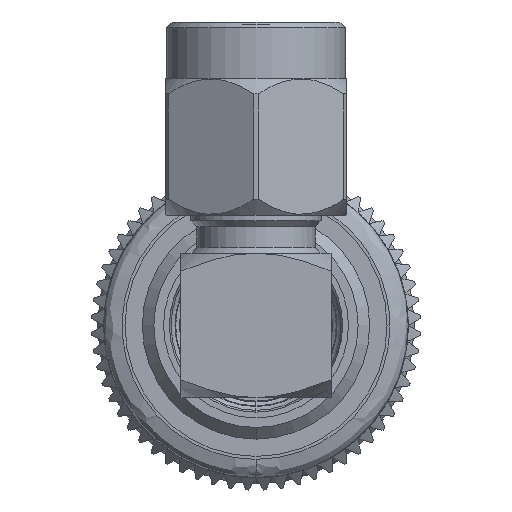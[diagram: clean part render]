
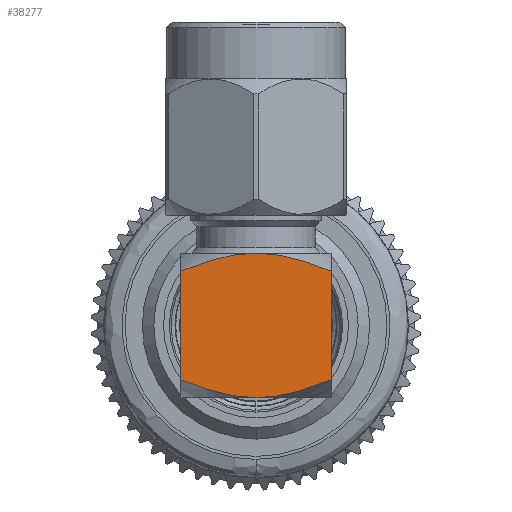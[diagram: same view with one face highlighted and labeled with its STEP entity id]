
A CAD part, left-side view. The second image highlights one B-rep face of the part: STEP entity #38277.
In plain terms, the highlighted planar face has unit normal (-1, 0, 0).
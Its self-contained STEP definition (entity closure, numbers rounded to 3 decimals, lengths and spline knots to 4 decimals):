
#1049 = CARTESIAN_POINT ( 'NONE',  ( -3.302, -2.6006, -2.7748 ) ) ;
#11277 = VERTEX_POINT ( 'NONE', #140078 ) ;
#12403 = DIRECTION ( 'NONE',  ( 0., -1., 0. ) ) ;
#13761 = CARTESIAN_POINT ( 'NONE',  ( -3.302, 2.7979, 2.2315 ) ) ;
#13918 = LINE ( 'NONE', #118501, #54974 ) ;
#14349 = CARTESIAN_POINT ( 'NONE',  ( -3.302, -3.0862, 1.1314 ) ) ;
#16175 = AXIS2_PLACEMENT_3D ( 'NONE', #146967, #28484, #39334 ) ;
#20393 = CARTESIAN_POINT ( 'NONE',  ( -3.302, 3.175, 0. ) ) ;
#23159 = B_SPLINE_CURVE_WITH_KNOTS ( 'NONE', 3,
 ( #89297, #124943, #139572, #100964, #68349, #115617, #66074, #20393 ),
 .UNSPECIFIED., .F., .F.,
 ( 4, 2, 2, 4 ),
 ( 0.0037, 0.0054, 0.0063, 0.0071 ),
 .UNSPECIFIED. ) ;
#23224 = EDGE_CURVE ( 'NONE', #117152, #101153, #66188, .T. ) ;
#28484 = DIRECTION ( 'NONE',  ( 1., 0., 0. ) ) ;
#32738 = EDGE_CURVE ( 'NONE', #129074, #11277, #102721, .T. ) ;
#33329 = EDGE_LOOP ( 'NONE', ( #146299, #88188, #63353, #57676, #92272, #122440 ) ) ;
#34333 = CARTESIAN_POINT ( 'NONE',  ( -3.302, -3.0127, -1.4126 ) ) ;
#38277 = ADVANCED_FACE ( 'NONE', ( #72675 ), #50960, .F. ) ;
#39106 = CARTESIAN_POINT ( 'NONE',  ( -3.302, -3.175, 0.5727 ) ) ;
#39334 = DIRECTION ( 'NONE',  ( 0., 0., -1. ) ) ;
#47839 = CARTESIAN_POINT ( 'NONE',  ( -3.302, 3.175, 0. ) ) ;
#48954 = CARTESIAN_POINT ( 'NONE',  ( -3.302, 2.3853, 3.302 ) ) ;
#49886 = VECTOR ( 'NONE', #129498, 1000. ) ;
#50960 = PLANE ( 'NONE',  #16175 ) ;
#54974 = VECTOR ( 'NONE', #12403, 1000. ) ;
#57598 = CARTESIAN_POINT ( 'NONE',  ( -3.302, -3.153, -0.572 ) ) ;
#57676 = ORIENTED_EDGE ( 'NONE', *, *, #120230, .F. ) ;
#58251 = VERTEX_POINT ( 'NONE', #114816 ) ;
#59894 = CARTESIAN_POINT ( 'NONE',  ( -3.302, -2.3853, -3.302 ) ) ;
#60983 = CARTESIAN_POINT ( 'NONE',  ( -3.302, 3.175, 0.5727 ) ) ;
#63353 = ORIENTED_EDGE ( 'NONE', *, *, #23224, .F. ) ;
#66074 = CARTESIAN_POINT ( 'NONE',  ( -3.302, 3.175, -0.2837 ) ) ;
#66188 = B_SPLINE_CURVE_WITH_KNOTS ( 'NONE', 3,
 ( #47839, #60983, #119880, #13761, #131486, #108218 ),
 .UNSPECIFIED., .F., .F.,
 ( 4, 2, 4 ),
 ( 0.0071, 0.0089, 0.0106 ),
 .UNSPECIFIED. ) ;
#68349 = CARTESIAN_POINT ( 'NONE',  ( -3.302, 3.0716, -1.1352 ) ) ;
#69217 = CARTESIAN_POINT ( 'NONE',  ( -3.302, -3.175, -0.2837 ) ) ;
#70181 = CARTESIAN_POINT ( 'NONE',  ( -3.302, -3.175, 0. ) ) ;
#72000 = EDGE_CURVE ( 'NONE', #80908, #11277, #13918, .T. ) ;
#72675 = FACE_OUTER_BOUND ( 'NONE', #33329, .T. ) ;
#80908 = VERTEX_POINT ( 'NONE', #92436 ) ;
#81575 = CARTESIAN_POINT ( 'NONE',  ( -3.302, -2.7964, -2.236 ) ) ;
#86344 = CARTESIAN_POINT ( 'NONE',  ( -3.302, -3.175, 0. ) ) ;
#88188 = ORIENTED_EDGE ( 'NONE', *, *, #140389, .F. ) ;
#89297 = CARTESIAN_POINT ( 'NONE',  ( -3.302, 2.3853, -3.302 ) ) ;
#92272 = ORIENTED_EDGE ( 'NONE', *, *, #72000, .T. ) ;
#92436 = CARTESIAN_POINT ( 'NONE',  ( -3.302, 2.3853, -3.302 ) ) ;
#98328 = B_SPLINE_CURVE_WITH_KNOTS ( 'NONE', 3,
 ( #121242, #137246, #136487, #14349, #39106, #86344 ),
 .UNSPECIFIED., .F., .F.,
 ( 4, 2, 4 ),
 ( 0.0086, 0.0103, 0.012 ),
 .UNSPECIFIED. ) ;
#100964 = CARTESIAN_POINT ( 'NONE',  ( -3.302, 3.0127, -1.4126 ) ) ;
#101153 = VERTEX_POINT ( 'NONE', #48954 ) ;
#102721 = B_SPLINE_CURVE_WITH_KNOTS ( 'NONE', 3,
 ( #139677, #69217, #57598, #104856, #34333, #81575, #1049, #59894 ),
 .UNSPECIFIED., .F., .F.,
 ( 4, 2, 2, 4 ),
 ( 0.012, 0.0128, 0.0137, 0.0154 ),
 .UNSPECIFIED. ) ;
#104856 = CARTESIAN_POINT ( 'NONE',  ( -3.302, -3.0716, -1.1352 ) ) ;
#108218 = CARTESIAN_POINT ( 'NONE',  ( -3.302, 2.3853, 3.302 ) ) ;
#111830 = EDGE_CURVE ( 'NONE', #58251, #129074, #98328, .T. ) ;
#114816 = CARTESIAN_POINT ( 'NONE',  ( -3.302, -2.3853, 3.302 ) ) ;
#115617 = CARTESIAN_POINT ( 'NONE',  ( -3.302, 3.153, -0.572 ) ) ;
#117152 = VERTEX_POINT ( 'NONE', #136120 ) ;
#117909 = CARTESIAN_POINT ( 'NONE',  ( -3.302, -3.175, 3.302 ) ) ;
#118501 = CARTESIAN_POINT ( 'NONE',  ( -3.302, -3.175, -3.302 ) ) ;
#119880 = CARTESIAN_POINT ( 'NONE',  ( -3.302, 3.0862, 1.1314 ) ) ;
#120230 = EDGE_CURVE ( 'NONE', #80908, #117152, #23159, .T. ) ;
#121242 = CARTESIAN_POINT ( 'NONE',  ( -3.302, -2.3853, 3.302 ) ) ;
#122440 = ORIENTED_EDGE ( 'NONE', *, *, #32738, .F. ) ;
#124943 = CARTESIAN_POINT ( 'NONE',  ( -3.302, 2.6006, -2.7748 ) ) ;
#128726 = LINE ( 'NONE', #117909, #49886 ) ;
#129074 = VERTEX_POINT ( 'NONE', #70181 ) ;
#129498 = DIRECTION ( 'NONE',  ( 0., -1., 0. ) ) ;
#131486 = CARTESIAN_POINT ( 'NONE',  ( -3.302, 2.6009, 2.774 ) ) ;
#136120 = CARTESIAN_POINT ( 'NONE',  ( -3.302, 3.175, 0. ) ) ;
#136487 = CARTESIAN_POINT ( 'NONE',  ( -3.302, -2.7979, 2.2315 ) ) ;
#137246 = CARTESIAN_POINT ( 'NONE',  ( -3.302, -2.6009, 2.774 ) ) ;
#139572 = CARTESIAN_POINT ( 'NONE',  ( -3.302, 2.7964, -2.236 ) ) ;
#139677 = CARTESIAN_POINT ( 'NONE',  ( -3.302, -3.175, 0. ) ) ;
#140078 = CARTESIAN_POINT ( 'NONE',  ( -3.302, -2.3853, -3.302 ) ) ;
#140389 = EDGE_CURVE ( 'NONE', #101153, #58251, #128726, .T. ) ;
#146299 = ORIENTED_EDGE ( 'NONE', *, *, #111830, .F. ) ;
#146967 = CARTESIAN_POINT ( 'NONE',  ( -3.302, -3.175, 3.302 ) ) ;
